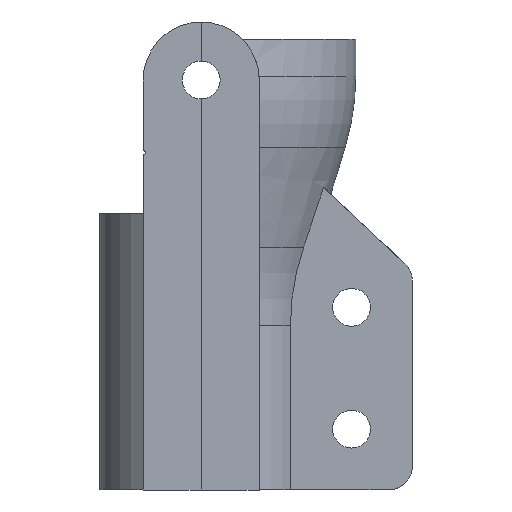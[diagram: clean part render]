
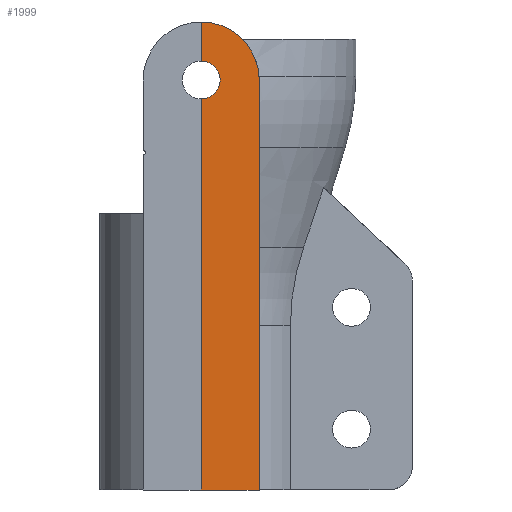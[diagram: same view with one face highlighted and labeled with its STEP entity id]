
A CAD part, front view. The second image highlights one B-rep face of the part: STEP entity #1999.
In plain terms, the highlighted planar face has unit normal (0, -1, 0).
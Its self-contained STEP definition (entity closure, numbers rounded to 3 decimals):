
#339 = PLANE('',#340);
#340 = AXIS2_PLACEMENT_3D('',#341,#342,#343);
#341 = CARTESIAN_POINT('',(-2.305,-12.7,18.977));
#342 = DIRECTION('',(0.,-1.,0.));
#343 = DIRECTION('',(0.,0.,1.));
#931 = VERTEX_POINT('',#932);
#932 = CARTESIAN_POINT('',(0.,-12.7,0.));
#946 = PLANE('',#947);
#947 = AXIS2_PLACEMENT_3D('',#948,#949,#950);
#948 = CARTESIAN_POINT('',(0.,-6.35,0.));
#949 = DIRECTION('',(0.,0.,1.));
#950 = DIRECTION('',(1.,0.,0.));
#1009 = VERTEX_POINT('',#1010);
#1010 = CARTESIAN_POINT('',(0.,-12.7,38.432));
#1041 = EDGE_CURVE('',#1042,#1009,#1044,.T.);
#1042 = VERTEX_POINT('',#1043);
#1043 = CARTESIAN_POINT('',(0.,-12.7,35.221));
#1044 = SURFACE_CURVE('',#1045,(#1049,#1056),.PCURVE_S1.);
#1045 = LINE('',#1046,#1047);
#1046 = CARTESIAN_POINT('',(0.,-12.7,35.221));
#1047 = VECTOR('',#1048,1.);
#1048 = DIRECTION('',(0.,0.,1.));
#1049 = PCURVE('',#339,#1050);
#1050 = DEFINITIONAL_REPRESENTATION('',(#1051),#1055);
#1051 = LINE('',#1052,#1053);
#1052 = CARTESIAN_POINT('',(16.244,-2.305));
#1053 = VECTOR('',#1054,1.);
#1054 = DIRECTION('',(1.,0.));
#1055 = ( GEOMETRIC_REPRESENTATION_CONTEXT(2) 
PARAMETRIC_REPRESENTATION_CONTEXT() REPRESENTATION_CONTEXT('2D SPACE',''
  ) );
#1056 = PCURVE('',#1057,#1062);
#1057 = PLANE('',#1058);
#1058 = AXIS2_PLACEMENT_3D('',#1059,#1060,#1061);
#1059 = CARTESIAN_POINT('',(2.305,-12.7,18.977));
#1060 = DIRECTION('',(0.,-1.,0.));
#1061 = DIRECTION('',(0.,0.,-1.));
#1062 = DEFINITIONAL_REPRESENTATION('',(#1063),#1067);
#1063 = LINE('',#1064,#1065);
#1064 = CARTESIAN_POINT('',(-16.244,-2.305));
#1065 = VECTOR('',#1066,1.);
#1066 = DIRECTION('',(-1.,0.));
#1067 = ( GEOMETRIC_REPRESENTATION_CONTEXT(2) 
PARAMETRIC_REPRESENTATION_CONTEXT() REPRESENTATION_CONTEXT('2D SPACE',''
  ) );
#1070 = VERTEX_POINT('',#1071);
#1071 = CARTESIAN_POINT('',(0.,-12.7,32.117));
#1102 = EDGE_CURVE('',#1070,#931,#1103,.T.);
#1103 = SURFACE_CURVE('',#1104,(#1108,#1115),.PCURVE_S1.);
#1104 = LINE('',#1105,#1106);
#1105 = CARTESIAN_POINT('',(0.,-12.7,32.117));
#1106 = VECTOR('',#1107,1.);
#1107 = DIRECTION('',(0.,0.,-1.));
#1108 = PCURVE('',#339,#1109);
#1109 = DEFINITIONAL_REPRESENTATION('',(#1110),#1114);
#1110 = LINE('',#1111,#1112);
#1111 = CARTESIAN_POINT('',(13.14,-2.305));
#1112 = VECTOR('',#1113,1.);
#1113 = DIRECTION('',(-1.,0.));
#1114 = ( GEOMETRIC_REPRESENTATION_CONTEXT(2) 
PARAMETRIC_REPRESENTATION_CONTEXT() REPRESENTATION_CONTEXT('2D SPACE',''
  ) );
#1115 = PCURVE('',#1057,#1116);
#1116 = DEFINITIONAL_REPRESENTATION('',(#1117),#1121);
#1117 = LINE('',#1118,#1119);
#1118 = CARTESIAN_POINT('',(-13.14,-2.305));
#1119 = VECTOR('',#1120,1.);
#1120 = DIRECTION('',(1.,0.));
#1121 = ( GEOMETRIC_REPRESENTATION_CONTEXT(2) 
PARAMETRIC_REPRESENTATION_CONTEXT() REPRESENTATION_CONTEXT('2D SPACE',''
  ) );
#1859 = CYLINDRICAL_SURFACE('',#1860,4.763);
#1860 = AXIS2_PLACEMENT_3D('',#1861,#1862,#1863);
#1861 = CARTESIAN_POINT('',(0.,-6.35,33.669));
#1862 = DIRECTION('',(0.,1.,0.));
#1863 = DIRECTION('',(1.,0.,0.));
#1951 = EDGE_CURVE('',#931,#1952,#1954,.T.);
#1952 = VERTEX_POINT('',#1953);
#1953 = CARTESIAN_POINT('',(4.763,-12.7,0.));
#1954 = SURFACE_CURVE('',#1955,(#1959,#1966),.PCURVE_S1.);
#1955 = LINE('',#1956,#1957);
#1956 = CARTESIAN_POINT('',(0.,-12.7,0.));
#1957 = VECTOR('',#1958,1.);
#1958 = DIRECTION('',(1.,0.,0.));
#1959 = PCURVE('',#946,#1960);
#1960 = DEFINITIONAL_REPRESENTATION('',(#1961),#1965);
#1961 = LINE('',#1962,#1963);
#1962 = CARTESIAN_POINT('',(0.,-6.35));
#1963 = VECTOR('',#1964,1.);
#1964 = DIRECTION('',(1.,0.));
#1965 = ( GEOMETRIC_REPRESENTATION_CONTEXT(2) 
PARAMETRIC_REPRESENTATION_CONTEXT() REPRESENTATION_CONTEXT('2D SPACE',''
  ) );
#1966 = PCURVE('',#1057,#1967);
#1967 = DEFINITIONAL_REPRESENTATION('',(#1968),#1972);
#1968 = LINE('',#1969,#1970);
#1969 = CARTESIAN_POINT('',(18.977,-2.305));
#1970 = VECTOR('',#1971,1.);
#1971 = DIRECTION('',(0.,1.));
#1972 = ( GEOMETRIC_REPRESENTATION_CONTEXT(2) 
PARAMETRIC_REPRESENTATION_CONTEXT() REPRESENTATION_CONTEXT('2D SPACE',''
  ) );
#1988 = PLANE('',#1989);
#1989 = AXIS2_PLACEMENT_3D('',#1990,#1991,#1992);
#1990 = CARTESIAN_POINT('',(4.763,-6.35,33.669));
#1991 = DIRECTION('',(1.,0.,0.));
#1992 = DIRECTION('',(0.,0.,-1.));
#1999 = ADVANCED_FACE('',(#2000),#1057,.T.);
#2000 = FACE_BOUND('',#2001,.T.);
#2001 = EDGE_LOOP('',(#2002,#2026,#2027,#2054,#2055,#2056));
#2002 = ORIENTED_EDGE('',*,*,#2003,.T.);
#2003 = EDGE_CURVE('',#2004,#1009,#2006,.T.);
#2004 = VERTEX_POINT('',#2005);
#2005 = CARTESIAN_POINT('',(4.763,-12.7,33.669));
#2006 = SURFACE_CURVE('',#2007,(#2012,#2019),.PCURVE_S1.);
#2007 = CIRCLE('',#2008,4.763);
#2008 = AXIS2_PLACEMENT_3D('',#2009,#2010,#2011);
#2009 = CARTESIAN_POINT('',(0.,-12.7,33.669));
#2010 = DIRECTION('',(0.,-1.,0.));
#2011 = DIRECTION('',(1.,0.,0.));
#2012 = PCURVE('',#1057,#2013);
#2013 = DEFINITIONAL_REPRESENTATION('',(#2014),#2018);
#2014 = CIRCLE('',#2015,4.763);
#2015 = AXIS2_PLACEMENT_2D('',#2016,#2017);
#2016 = CARTESIAN_POINT('',(-14.692,-2.305));
#2017 = DIRECTION('',(0.,1.));
#2018 = ( GEOMETRIC_REPRESENTATION_CONTEXT(2) 
PARAMETRIC_REPRESENTATION_CONTEXT() REPRESENTATION_CONTEXT('2D SPACE',''
  ) );
#2019 = PCURVE('',#1859,#2020);
#2020 = DEFINITIONAL_REPRESENTATION('',(#2021),#2025);
#2021 = LINE('',#2022,#2023);
#2022 = CARTESIAN_POINT('',(-0.,-6.35));
#2023 = VECTOR('',#2024,1.);
#2024 = DIRECTION('',(-1.,0.));
#2025 = ( GEOMETRIC_REPRESENTATION_CONTEXT(2) 
PARAMETRIC_REPRESENTATION_CONTEXT() REPRESENTATION_CONTEXT('2D SPACE',''
  ) );
#2026 = ORIENTED_EDGE('',*,*,#1041,.F.);
#2027 = ORIENTED_EDGE('',*,*,#2028,.F.);
#2028 = EDGE_CURVE('',#1070,#1042,#2029,.T.);
#2029 = SURFACE_CURVE('',#2030,(#2035,#2042),.PCURVE_S1.);
#2030 = CIRCLE('',#2031,1.552);
#2031 = AXIS2_PLACEMENT_3D('',#2032,#2033,#2034);
#2032 = CARTESIAN_POINT('',(0.,-12.7,33.669));
#2033 = DIRECTION('',(0.,-1.,0.));
#2034 = DIRECTION('',(1.,0.,0.));
#2035 = PCURVE('',#1057,#2036);
#2036 = DEFINITIONAL_REPRESENTATION('',(#2037),#2041);
#2037 = CIRCLE('',#2038,1.552);
#2038 = AXIS2_PLACEMENT_2D('',#2039,#2040);
#2039 = CARTESIAN_POINT('',(-14.692,-2.305));
#2040 = DIRECTION('',(0.,1.));
#2041 = ( GEOMETRIC_REPRESENTATION_CONTEXT(2) 
PARAMETRIC_REPRESENTATION_CONTEXT() REPRESENTATION_CONTEXT('2D SPACE',''
  ) );
#2042 = PCURVE('',#2043,#2048);
#2043 = CYLINDRICAL_SURFACE('',#2044,1.552);
#2044 = AXIS2_PLACEMENT_3D('',#2045,#2046,#2047);
#2045 = CARTESIAN_POINT('',(0.,-6.35,33.669));
#2046 = DIRECTION('',(0.,1.,0.));
#2047 = DIRECTION('',(1.,0.,0.));
#2048 = DEFINITIONAL_REPRESENTATION('',(#2049),#2053);
#2049 = LINE('',#2050,#2051);
#2050 = CARTESIAN_POINT('',(-0.,-6.35));
#2051 = VECTOR('',#2052,1.);
#2052 = DIRECTION('',(-1.,0.));
#2053 = ( GEOMETRIC_REPRESENTATION_CONTEXT(2) 
PARAMETRIC_REPRESENTATION_CONTEXT() REPRESENTATION_CONTEXT('2D SPACE',''
  ) );
#2054 = ORIENTED_EDGE('',*,*,#1102,.T.);
#2055 = ORIENTED_EDGE('',*,*,#1951,.T.);
#2056 = ORIENTED_EDGE('',*,*,#2057,.F.);
#2057 = EDGE_CURVE('',#2004,#1952,#2058,.T.);
#2058 = SURFACE_CURVE('',#2059,(#2063,#2070),.PCURVE_S1.);
#2059 = LINE('',#2060,#2061);
#2060 = CARTESIAN_POINT('',(4.763,-12.7,33.669));
#2061 = VECTOR('',#2062,1.);
#2062 = DIRECTION('',(0.,0.,-1.));
#2063 = PCURVE('',#1057,#2064);
#2064 = DEFINITIONAL_REPRESENTATION('',(#2065),#2069);
#2065 = LINE('',#2066,#2067);
#2066 = CARTESIAN_POINT('',(-14.692,2.458));
#2067 = VECTOR('',#2068,1.);
#2068 = DIRECTION('',(1.,0.));
#2069 = ( GEOMETRIC_REPRESENTATION_CONTEXT(2) 
PARAMETRIC_REPRESENTATION_CONTEXT() REPRESENTATION_CONTEXT('2D SPACE',''
  ) );
#2070 = PCURVE('',#1988,#2071);
#2071 = DEFINITIONAL_REPRESENTATION('',(#2072),#2076);
#2072 = LINE('',#2073,#2074);
#2073 = CARTESIAN_POINT('',(0.,-6.35));
#2074 = VECTOR('',#2075,1.);
#2075 = DIRECTION('',(1.,0.));
#2076 = ( GEOMETRIC_REPRESENTATION_CONTEXT(2) 
PARAMETRIC_REPRESENTATION_CONTEXT() REPRESENTATION_CONTEXT('2D SPACE',''
  ) );
